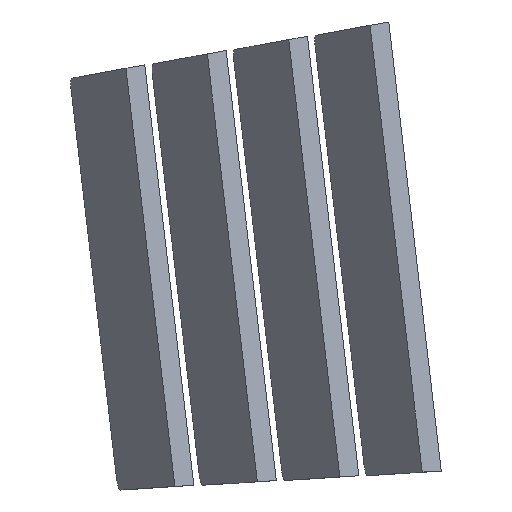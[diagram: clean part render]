
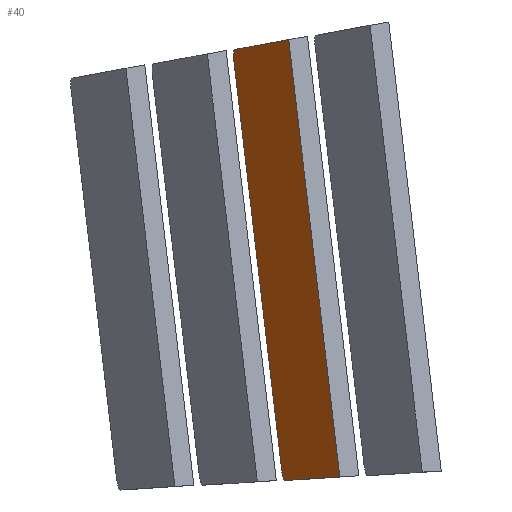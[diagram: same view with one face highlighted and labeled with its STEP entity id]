
A CAD part, top view. The second image highlights one B-rep face of the part: STEP entity #40.
In plain terms, the highlighted planar face has unit normal (-0.967, -0.113, 0.23).
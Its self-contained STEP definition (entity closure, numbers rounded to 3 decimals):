
#40 = ADVANCED_FACE('',(#41),#55,.T.);
#41 = FACE_BOUND('',#42,.T.);
#42 = EDGE_LOOP('',(#43,#76,#102,#128,#163,#189));
#43 = ORIENTED_EDGE('',*,*,#44,.T.);
#44 = EDGE_CURVE('',#45,#47,#49,.T.);
#45 = VERTEX_POINT('',#46);
#46 = CARTESIAN_POINT('',(9126.715,559.811,
    5179.057));
#47 = VERTEX_POINT('',#48);
#48 = CARTESIAN_POINT('',(9252.349,567.129,
    5709.695));
#49 = SURFACE_CURVE('',#50,(#54,#65),.PCURVE_S1.);
#50 = LINE('',#51,#52);
#51 = CARTESIAN_POINT('',(8299.832,511.651,
    1686.58));
#52 = VECTOR('',#53,1.);
#53 = DIRECTION('',(0.23,0.013,0.973));
#54 = PCURVE('',#55,#60);
#55 = PLANE('',#56);
#56 = AXIS2_PLACEMENT_3D('',#57,#58,#59);
#57 = CARTESIAN_POINT('',(9063.579,1054.94,
    5156.975));
#58 = DIRECTION('',(-0.967,-0.113,0.23));
#59 = DIRECTION('',(-0.232,0.,-0.973)
  );
#60 = DEFINITIONAL_REPRESENTATION('',(#61),#64);
#61 = B_SPLINE_CURVE_WITH_KNOTS('',1,(#62,#63),.UNSPECIFIED.,.F.,.F.,(2,
    2),(3404.319,4385.831),
  .PIECEWISE_BEZIER_KNOTS.);
#62 = CARTESIAN_POINT('',(148.897,500.817));
#63 = CARTESIAN_POINT('',(-832.525,487.562));
#64 = ( GEOMETRIC_REPRESENTATION_CONTEXT(2) 
PARAMETRIC_REPRESENTATION_CONTEXT() REPRESENTATION_CONTEXT('2D SPACE',''
  ) );
#65 = PCURVE('',#66,#71);
#66 = PLANE('',#67);
#67 = AXIS2_PLACEMENT_3D('',#68,#69,#70);
#68 = CARTESIAN_POINT('',(-1.639,28.146,0.));
#69 = DIRECTION('',(0.058,-0.998,0.));
#70 = DIRECTION('',(0.,0.,-1.));
#71 = DEFINITIONAL_REPRESENTATION('',(#72),#75);
#72 = B_SPLINE_CURVE_WITH_KNOTS('',1,(#73,#74),.UNSPECIFIED.,.F.,.F.,(2,
    2),(3404.319,4385.831),
  .PIECEWISE_BEZIER_KNOTS.);
#73 = CARTESIAN_POINT('',(-4999.017,9101.126));
#74 = CARTESIAN_POINT('',(-5954.039,9327.621));
#75 = ( GEOMETRIC_REPRESENTATION_CONTEXT(2) 
PARAMETRIC_REPRESENTATION_CONTEXT() REPRESENTATION_CONTEXT('2D SPACE',''
  ) );
#76 = ORIENTED_EDGE('',*,*,#77,.T.);
#77 = EDGE_CURVE('',#47,#78,#80,.T.);
#78 = VERTEX_POINT('',#79);
#79 = CARTESIAN_POINT('',(9134.764,1573.135,
    5709.695));
#80 = SURFACE_CURVE('',#81,(#85,#91),.PCURVE_S1.);
#81 = LINE('',#82,#83);
#82 = CARTESIAN_POINT('',(9193.045,1074.512,
    5709.695));
#83 = VECTOR('',#84,1.);
#84 = DIRECTION('',(-0.116,0.993,0.));
#85 = PCURVE('',#55,#86);
#86 = DEFINITIONAL_REPRESENTATION('',(#87),#90);
#87 = B_SPLINE_CURVE_WITH_KNOTS('',1,(#88,#89),.UNSPECIFIED.,.F.,.F.,(2,
    2),(-666.641,713.319),.PIECEWISE_BEZIER_KNOTS.);
#88 = CARTESIAN_POINT('',(-585.621,646.7));
#89 = CARTESIAN_POINT('',(-548.473,-732.76));
#90 = ( GEOMETRIC_REPRESENTATION_CONTEXT(2) 
PARAMETRIC_REPRESENTATION_CONTEXT() REPRESENTATION_CONTEXT('2D SPACE',''
  ) );
#91 = PCURVE('',#92,#97);
#92 = PLANE('',#93);
#93 = AXIS2_PLACEMENT_3D('',#94,#95,#96);
#94 = CARTESIAN_POINT('',(-5618.76,-652.299,
    9240.305));
#95 = DIRECTION('',(0.229,0.027,0.973));
#96 = DIRECTION('',(0.973,0.,-0.229));
#97 = DEFINITIONAL_REPRESENTATION('',(#98),#101);
#98 = B_SPLINE_CURVE_WITH_KNOTS('',1,(#99,#100),.UNSPECIFIED.,.F.,.F.,(2
    ,2),(-666.641,713.319),.PIECEWISE_BEZIER_KNOTS.);
#99 = CARTESIAN_POINT('',(15302.045,1065.059));
#100 = CARTESIAN_POINT('',(15146.095,2436.179));
#101 = ( GEOMETRIC_REPRESENTATION_CONTEXT(2) 
PARAMETRIC_REPRESENTATION_CONTEXT() REPRESENTATION_CONTEXT('2D SPACE',''
  ) );
#102 = ORIENTED_EDGE('',*,*,#103,.F.);
#103 = EDGE_CURVE('',#104,#78,#106,.T.);
#104 = VERTEX_POINT('',#105);
#105 = CARTESIAN_POINT('',(9010.829,1551.282,
    5179.057));
#106 = SURFACE_CURVE('',#107,(#111,#117),.PCURVE_S1.);
#107 = LINE('',#108,#109);
#108 = CARTESIAN_POINT('',(8195.142,1407.454,
    1686.638));
#109 = VECTOR('',#110,1.);
#110 = DIRECTION('',(0.227,0.04,0.973));
#111 = PCURVE('',#55,#112);
#112 = DEFINITIONAL_REPRESENTATION('',(#113),#116);
#113 = B_SPLINE_CURVE_WITH_KNOTS('',1,(#114,#115),.UNSPECIFIED.,.F.,.F.,
  (2,2),(3404.26,4385.771),
  .PIECEWISE_BEZIER_KNOTS.);
#114 = CARTESIAN_POINT('',(175.635,-492.078));
#115 = CARTESIAN_POINT('',(-805.079,-531.661));
#116 = ( GEOMETRIC_REPRESENTATION_CONTEXT(2) 
PARAMETRIC_REPRESENTATION_CONTEXT() REPRESENTATION_CONTEXT('2D SPACE',''
  ) );
#117 = PCURVE('',#118,#123);
#118 = PLANE('',#119);
#119 = AXIS2_PLACEMENT_3D('',#120,#121,#122);
#120 = CARTESIAN_POINT('',(6.425,-36.438,0.));
#121 = DIRECTION('',(0.174,-0.985,0.));
#122 = DIRECTION('',(0.,0.,-1.));
#123 = DEFINITIONAL_REPRESENTATION('',(#124),#127);
#124 = B_SPLINE_CURVE_WITH_KNOTS('',1,(#125,#126),.UNSPECIFIED.,.F.,.F.,
  (2,2),(3404.26,4385.771),
  .PIECEWISE_BEZIER_KNOTS.);
#125 = CARTESIAN_POINT('',(-4999.017,9100.613));
#126 = CARTESIAN_POINT('',(-5954.039,9327.108));
#127 = ( GEOMETRIC_REPRESENTATION_CONTEXT(2) 
PARAMETRIC_REPRESENTATION_CONTEXT() REPRESENTATION_CONTEXT('2D SPACE',''
  ) );
#128 = ORIENTED_EDGE('',*,*,#129,.T.);
#129 = EDGE_CURVE('',#104,#130,#132,.T.);
#130 = VERTEX_POINT('',#131);
#131 = CARTESIAN_POINT('',(9008.31,1527.796,
    5156.976));
#132 = SURFACE_CURVE('',#133,(#138,#145),.PCURVE_S1.);
#133 = ELLIPSE('',#134,23.037,23.);
#134 = AXIS2_PLACEMENT_3D('',#135,#136,#137);
#135 = CARTESIAN_POINT('',(9013.573,1528.411,
    5179.357));
#136 = DIRECTION('',(-0.967,-0.113,0.23));
#137 = DIRECTION('',(-0.116,0.993,0.));
#138 = PCURVE('',#55,#139);
#139 = DEFINITIONAL_REPRESENTATION('',(#140),#144);
#140 = ELLIPSE('',#141,23.037,23.);
#141 = AXIS2_PLACEMENT_2D('',#142,#143);
#142 = CARTESIAN_POINT('',(-10.176,-476.522));
#143 = DIRECTION('',(0.027,-1.));
#144 = ( GEOMETRIC_REPRESENTATION_CONTEXT(2) 
PARAMETRIC_REPRESENTATION_CONTEXT() REPRESENTATION_CONTEXT('2D SPACE',''
  ) );
#145 = PCURVE('',#146,#151);
#146 = CYLINDRICAL_SURFACE('',#147,23.);
#147 = AXIS2_PLACEMENT_3D('',#148,#149,#150);
#148 = CARTESIAN_POINT('',(8440.346,1427.335,
    5316.935));
#149 = DIRECTION('',(0.958,0.169,-0.23));
#150 = DIRECTION('',(-0.229,-0.027,-0.973
    ));
#151 = DEFINITIONAL_REPRESENTATION('',(#152),#162);
#152 = B_SPLINE_CURVE_WITH_KNOTS('',8,(#153,#154,#155,#156,#157,#158,
    #159,#160,#161),.UNSPECIFIED.,.F.,.F.,(9,9),(0.013,
    1.571),.PIECEWISE_BEZIER_KNOTS.);
#153 = CARTESIAN_POINT('',(1.557,599.412));
#154 = CARTESIAN_POINT('',(1.363,599.408));
#155 = CARTESIAN_POINT('',(1.168,599.349));
#156 = CARTESIAN_POINT('',(0.973,599.232));
#157 = CARTESIAN_POINT('',(0.779,599.065));
#158 = CARTESIAN_POINT('',(0.584,598.855));
#159 = CARTESIAN_POINT('',(0.389,598.616));
#160 = CARTESIAN_POINT('',(0.195,598.362));
#161 = CARTESIAN_POINT('',(0.,598.108));
#162 = ( GEOMETRIC_REPRESENTATION_CONTEXT(2) 
PARAMETRIC_REPRESENTATION_CONTEXT() REPRESENTATION_CONTEXT('2D SPACE',''
  ) );
#163 = ORIENTED_EDGE('',*,*,#164,.F.);
#164 = EDGE_CURVE('',#165,#130,#167,.T.);
#165 = VERTEX_POINT('',#166);
#166 = CARTESIAN_POINT('',(9118.848,582.084,
    5156.975));
#167 = SURFACE_CURVE('',#168,(#172,#178),.PCURVE_S1.);
#168 = LINE('',#169,#170);
#169 = CARTESIAN_POINT('',(9063.323,1057.13,
    5156.975));
#170 = VECTOR('',#171,1.);
#171 = DIRECTION('',(-0.116,0.993,0.));
#172 = PCURVE('',#55,#173);
#173 = DEFINITIONAL_REPRESENTATION('',(#174),#177);
#174 = B_SPLINE_CURVE_WITH_KNOTS('',1,(#175,#176),.UNSPECIFIED.,.F.,.F.,
  (2,2),(-617.28,653.125),.PIECEWISE_BEZIER_KNOTS.);
#175 = CARTESIAN_POINT('',(-16.557,614.852));
#176 = CARTESIAN_POINT('',(17.641,-655.093));
#177 = ( GEOMETRIC_REPRESENTATION_CONTEXT(2) 
PARAMETRIC_REPRESENTATION_CONTEXT() REPRESENTATION_CONTEXT('2D SPACE',''
  ) );
#178 = PCURVE('',#179,#184);
#179 = PLANE('',#180);
#180 = AXIS2_PLACEMENT_3D('',#181,#182,#183);
#181 = CARTESIAN_POINT('',(1629.415,190.451,
    6928.956));
#182 = DIRECTION('',(0.229,0.027,0.973));
#183 = DIRECTION('',(0.973,0.,-0.229)
  );
#184 = DEFINITIONAL_REPRESENTATION('',(#185),#188);
#185 = B_SPLINE_CURVE_WITH_KNOTS('',1,(#186,#187),.UNSPECIFIED.,.F.,.F.,
  (2,2),(-617.28,653.125),.PIECEWISE_BEZIER_KNOTS.);
#186 = CARTESIAN_POINT('',(7711.904,253.663));
#187 = CARTESIAN_POINT('',(7568.335,1515.93));
#188 = ( GEOMETRIC_REPRESENTATION_CONTEXT(2) 
PARAMETRIC_REPRESENTATION_CONTEXT() REPRESENTATION_CONTEXT('2D SPACE',''
  ) );
#189 = ORIENTED_EDGE('',*,*,#190,.T.);
#190 = EDGE_CURVE('',#165,#45,#191,.T.);
#191 = SURFACE_CURVE('',#192,(#197,#204),.PCURVE_S1.);
#192 = ELLIPSE('',#193,23.037,23.);
#193 = AXIS2_PLACEMENT_3D('',#194,#195,#196);
#194 = CARTESIAN_POINT('',(9124.111,582.699,
    5179.357));
#195 = DIRECTION('',(-0.967,-0.113,0.23));
#196 = DIRECTION('',(-0.116,0.993,0.));
#197 = PCURVE('',#55,#198);
#198 = DEFINITIONAL_REPRESENTATION('',(#199),#203);
#199 = ELLIPSE('',#200,23.037,23.);
#200 = AXIS2_PLACEMENT_2D('',#201,#202);
#201 = CARTESIAN_POINT('',(-35.807,475.283));
#202 = DIRECTION('',(0.027,-1.));
#203 = ( GEOMETRIC_REPRESENTATION_CONTEXT(2) 
PARAMETRIC_REPRESENTATION_CONTEXT() REPRESENTATION_CONTEXT('2D SPACE',''
  ) );
#204 = PCURVE('',#205,#210);
#205 = CYLINDRICAL_SURFACE('',#206,23.);
#206 = AXIS2_PLACEMENT_3D('',#207,#208,#209);
#207 = CARTESIAN_POINT('',(9564.665,608.358,
    5075.051));
#208 = DIRECTION('',(-0.972,-0.057,0.23)
  );
#209 = DIRECTION('',(-0.229,-0.027,-0.973
    ));
#210 = DEFINITIONAL_REPRESENTATION('',(#211),#221);
#211 = B_SPLINE_CURVE_WITH_KNOTS('',8,(#212,#213,#214,#215,#216,#217,
    #218,#219,#220),.UNSPECIFIED.,.F.,.F.,(9,9),(1.571,
    3.128),.PIECEWISE_BEZIER_KNOTS.);
#212 = CARTESIAN_POINT('',(0.,453.46));
#213 = CARTESIAN_POINT('',(0.195,453.206));
#214 = CARTESIAN_POINT('',(0.389,452.952));
#215 = CARTESIAN_POINT('',(0.584,452.713));
#216 = CARTESIAN_POINT('',(0.779,452.503));
#217 = CARTESIAN_POINT('',(0.973,452.336));
#218 = CARTESIAN_POINT('',(1.168,452.22));
#219 = CARTESIAN_POINT('',(1.363,452.16));
#220 = CARTESIAN_POINT('',(1.557,452.156));
#221 = ( GEOMETRIC_REPRESENTATION_CONTEXT(2) 
PARAMETRIC_REPRESENTATION_CONTEXT() REPRESENTATION_CONTEXT('2D SPACE',''
  ) );
